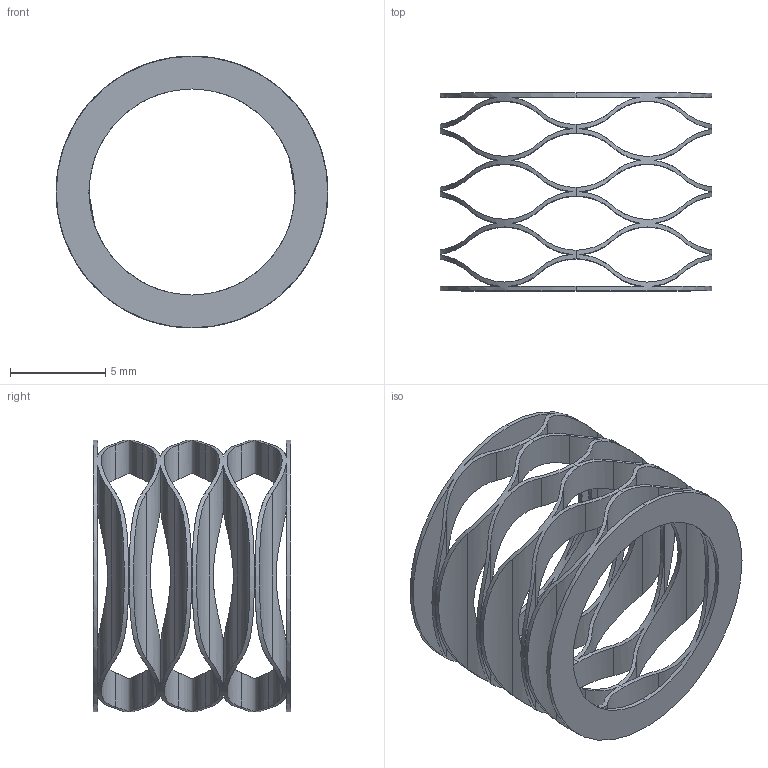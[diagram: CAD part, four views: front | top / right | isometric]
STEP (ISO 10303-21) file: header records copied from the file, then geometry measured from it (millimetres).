
FILE_DESCRIPTION (( 'STEP AP203' ), '1' );
FILE_NAME ('1561T742_Stacked Wave Disc Spring.STEP', '2021-09-07T21:59:56', ( 'Administrator' ), ( 'Managed by Terraform' ), 'SwSTEP 2.0', 'SolidWorks 2017', '' );
FILE_SCHEMA (( 'CONFIG_CONTROL_DESIGN' ));
Length unit declared in the file: millimetre
Products named in the file (1): 1561T742_Stacked Wave Disc Spring
Bounding box: 14.24 x 10.36 x 14.24 mm (x, y, z)
Volume: 123.7 mm3; surface area: 1265.5 mm2
Topology: 1 solids, 1 shells, 122 faces, 408 edges, 272 vertices
Faces by surface type: cylinder 112, plane 10
Entity records: 6605 total; most frequent: CARTESIAN_POINT 3335, ORIENTED_EDGE 816, DIRECTION 446, EDGE_CURVE 408, VERTEX_POINT 272, B_SPLINE_CURVE_WITH_KNOTS 240, AXIS2_PLACEMENT_3D 155, EDGE_LOOP 152
